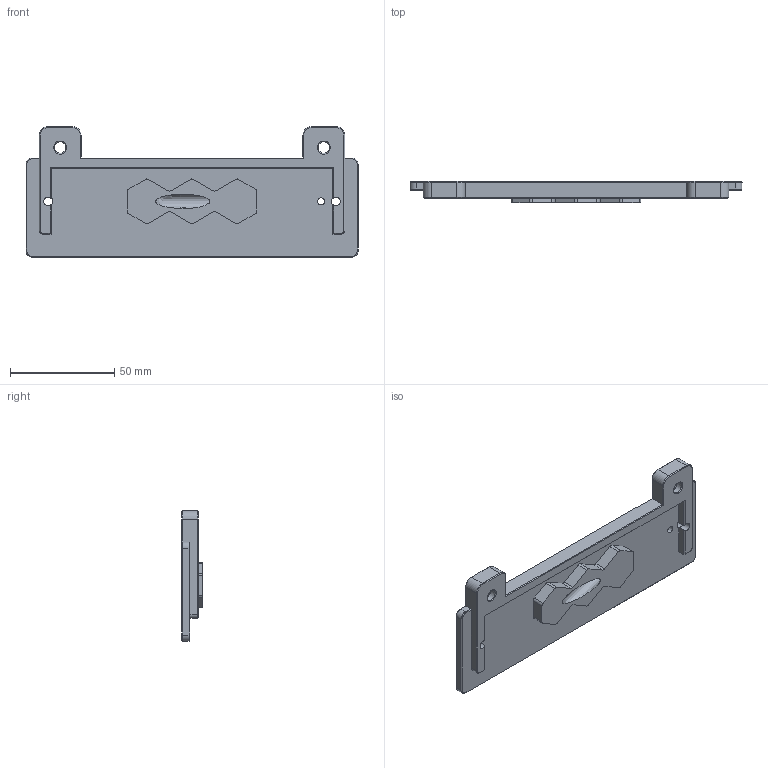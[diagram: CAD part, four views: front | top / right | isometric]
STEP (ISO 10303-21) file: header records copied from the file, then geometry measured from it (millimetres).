
FILE_DESCRIPTION(/* description */ (''),/* implementation_level */ '2;1');
FILE_NAME(/* name */ 'ExhaustCover.step',/* time_stamp */ '2024-02-11T15:47:36-05:00',/* author */ (''),/* organization */ (''),/* preprocessor_version */ 'ST-DEVELOPER v20',/* originating_system */ 'Autodesk Translation Framework v12.20.1.177',/* authorisation */ '');
FILE_SCHEMA (('AUTOMOTIVE_DESIGN { 1 0 10303 214 3 1 1 }'));
Length unit declared in the file: millimetre
Products named in the file (1): ExhaustCover
Bounding box: 159.2 x 10 x 62.6 mm (x, y, z)
Volume: 42674.2 mm3; surface area: 21795.3 mm2
Topology: 1 solids, 1 shells, 152 faces, 386 edges, 236 vertices
Faces by surface type: plane 95, cylinder 34, cone 23
Full cylindrical faces by diameter (mm): 3.3 x1, 4.6 x1, 4.7 x2, 5.5 x2, 11 x2
Entity records: 4558 total; most frequent: DIRECTION 806, CARTESIAN_POINT 775, ORIENTED_EDGE 772, EDGE_CURVE 386, LINE 272, VECTOR 272, AXIS2_PLACEMENT_3D 267, VERTEX_POINT 236
